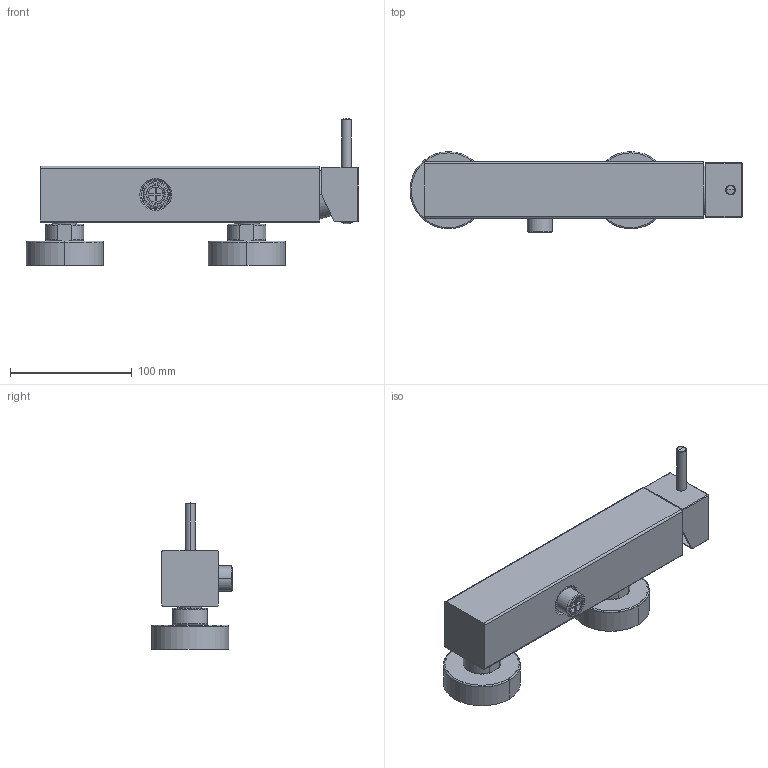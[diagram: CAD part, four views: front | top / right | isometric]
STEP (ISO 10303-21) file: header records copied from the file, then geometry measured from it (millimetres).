
FILE_DESCRIPTION((''),'2;1');
FILE_NAME('LEA168CR','2021-11-03T11:43:33',('ut3'),('PAFFONI SpA'),'CREO PARAMETRIC BY PTC INC, 2020044','CREO PARAMETRIC BY PTC INC, 2020044','');
FILE_SCHEMA(('CONFIG_CONTROL_DESIGN','SHAPE_APPEARANCE_LAYERS_GROUPS'));
Products named in the file (1): LEA168CR
Bounding box: 273.25 x 66.5 x 120.75 mm (x, y, z)
Volume: 257127.6 mm3; surface area: 170863.7 mm2
Topology: 1 solids, 1 shells, 1555 faces, 4020 edges, 2504 vertices
Faces by surface type: plane 767, cylinder 459, torus 157, cone 79, sphere 69, bspline 24
Entity records: 63511 total; most frequent: CARTESIAN_POINT 14081, DIRECTION 8015, ORIENTED_EDGE 8008, EDGE_CURVE 4004, AXIS2_PLACEMENT_3D 2946, VERTEX_POINT 2504, VECTOR 2123, LINE 2123
